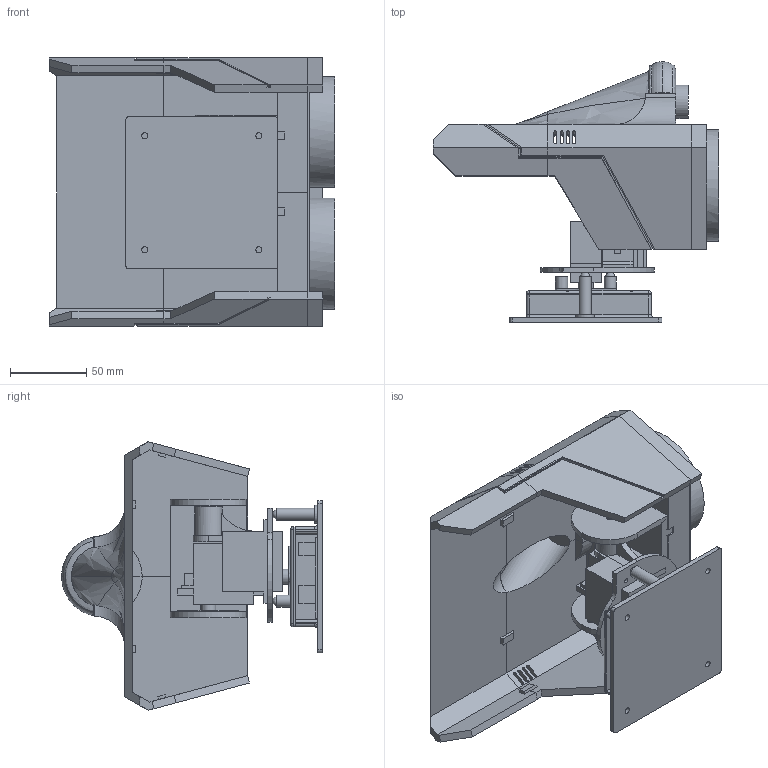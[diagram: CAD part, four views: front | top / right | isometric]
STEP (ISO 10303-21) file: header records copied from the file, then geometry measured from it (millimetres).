
FILE_DESCRIPTION(/* description */ (''),/* implementation_level */ '2;1');
FILE_NAME(/* name */ 'Robit head v40.step',/* time_stamp */ '2016-05-16T13:35:37+01:00',/* author */ (''),/* organization */ (''),/* preprocessor_version */ 'ST-DEVELOPER v16.5',/* originating_system */ 'Autodesk Translation Framework v5.0.0.3310',/* authorisation */ '');
FILE_SCHEMA (('AUTOMOTIVE_DESIGN { 1 0 10303 214 3 1 1 }'));
Length unit declared in the file: centimetre
Products named in the file (12): Robit head v40; Servo HXT 5010 v1; Arduino Uno v1; Servo HXT 5010 v1_1; Servo Shaft; Horn; Component4; Bearing v1; Component1; Component2; Ball Bearing v1; Xperia Z v1
Assembly tree (15 placements, depth 3):
  Robit head v40
    Servo HXT 5010 v1
      Servo Shaft
      Horn
      Component4
    Arduino Uno v1
    Servo HXT 5010 v1_1
      Servo Shaft
      Horn
      Component4
    Bearing v1
      Component1
      Component2
    Ball Bearing v1  x2
    Xperia Z v1
Bounding box: 187.9 x 171.5 x 176.47 mm (x, y, z)
Volume: 787919 mm3; surface area: 309322.5 mm2
Topology: 25 solids, 25 shells, 633 faces, 1661 edges, 1095 vertices
Faces by surface type: plane 415, cylinder 157, bspline 38, sphere 13, torus 10
Full cylindrical faces by diameter (mm): 2 x4, 2.5 x1, 3 x11, 4 x23, 4.5 x4, 8 x3, 10 x4, 12 x3, 15 x2, 18 x1, 22 x1, 30 x2, 43.1 x2, 63.1 x2, 73.1 x4
Entity records: 19380 total; most frequent: CARTESIAN_POINT 4940, ORIENTED_EDGE 2870, DIRECTION 2859, EDGE_CURVE 1435, LINE 1023, VECTOR 1023, VERTEX_POINT 982, AXIS2_PLACEMENT_3D 918
